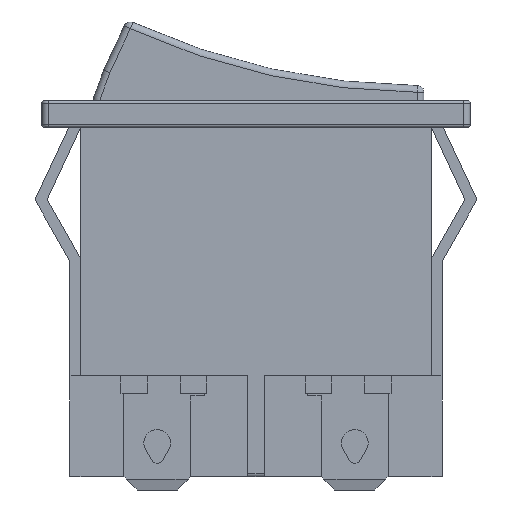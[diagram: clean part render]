
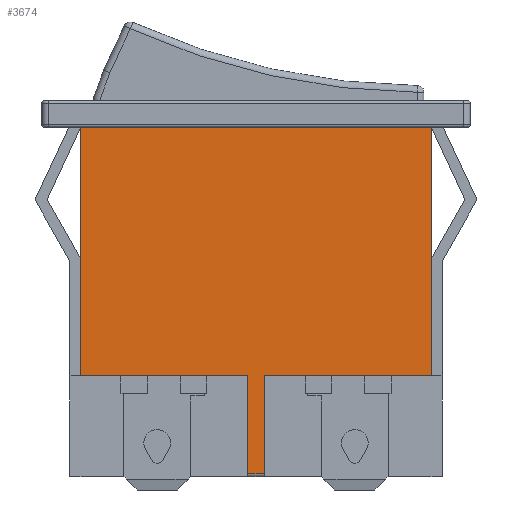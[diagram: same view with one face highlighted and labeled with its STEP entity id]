
A CAD part, left-side view. The second image highlights one B-rep face of the part: STEP entity #3674.
In plain terms, the highlighted planar face has unit normal (-1, 0, 0).
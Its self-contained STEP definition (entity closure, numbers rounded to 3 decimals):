
#260=FACE_OUTER_BOUND('',#469,.T.);
#469=EDGE_LOOP('',(#2592,#2593,#2594,#2595,#2596,#2597,#2598,#2599));
#668=LINE('',#5247,#1110);
#683=LINE('',#5277,#1125);
#694=LINE('',#5300,#1136);
#698=LINE('',#5309,#1140);
#734=LINE('',#5428,#1176);
#735=LINE('',#5431,#1177);
#736=LINE('',#5433,#1178);
#737=LINE('',#5434,#1179);
#1110=VECTOR('',#4185,10.);
#1125=VECTOR('',#4204,10.);
#1136=VECTOR('',#4225,10.);
#1140=VECTOR('',#4233,10.);
#1176=VECTOR('',#4361,10.);
#1177=VECTOR('',#4364,10.);
#1178=VECTOR('',#4365,10.);
#1179=VECTOR('',#4366,10.);
#1551=VERTEX_POINT('',#5244);
#1552=VERTEX_POINT('',#5246);
#1565=VERTEX_POINT('',#5276);
#1571=VERTEX_POINT('',#5297);
#1572=VERTEX_POINT('',#5299);
#1575=VERTEX_POINT('',#5307);
#1613=VERTEX_POINT('',#5430);
#1614=VERTEX_POINT('',#5432);
#1896=EDGE_CURVE('',#1551,#1552,#668,.T.);
#1911=EDGE_CURVE('',#1552,#1565,#683,.T.);
#1924=EDGE_CURVE('',#1571,#1572,#694,.T.);
#1929=EDGE_CURVE('',#1571,#1575,#698,.T.);
#1987=EDGE_CURVE('',#1565,#1575,#734,.T.);
#1988=EDGE_CURVE('',#1613,#1551,#735,.T.);
#1989=EDGE_CURVE('',#1614,#1613,#736,.T.);
#1990=EDGE_CURVE('',#1614,#1572,#737,.T.);
#2592=ORIENTED_EDGE('',*,*,#1987,.F.);
#2593=ORIENTED_EDGE('',*,*,#1911,.F.);
#2594=ORIENTED_EDGE('',*,*,#1896,.F.);
#2595=ORIENTED_EDGE('',*,*,#1988,.F.);
#2596=ORIENTED_EDGE('',*,*,#1989,.F.);
#2597=ORIENTED_EDGE('',*,*,#1990,.T.);
#2598=ORIENTED_EDGE('',*,*,#1924,.F.);
#2599=ORIENTED_EDGE('',*,*,#1929,.T.);
#3515=PLANE('',#3912);
#3674=ADVANCED_FACE('',(#260),#3515,.T.);
#3912=AXIS2_PLACEMENT_3D('',#5429,#4362,#4363);
#4185=DIRECTION('',(0.,1.,0.));
#4204=DIRECTION('',(0.,0.,-1.));
#4225=DIRECTION('',(0.,1.,0.));
#4233=DIRECTION('',(0.,0.,-1.));
#4361=DIRECTION('',(0.,1.,0.));
#4362=DIRECTION('center_axis',(-1.,0.,0.));
#4363=DIRECTION('ref_axis',(0.,1.,0.));
#4364=DIRECTION('',(0.,0.,-1.));
#4365=DIRECTION('',(0.,-1.,0.));
#4366=DIRECTION('',(0.,0.,-1.));
#5244=CARTESIAN_POINT('',(-10.9,-13.05,-18.5));
#5246=CARTESIAN_POINT('',(-10.9,-0.6,-18.5));
#5247=CARTESIAN_POINT('',(-10.9,13.05,-18.5));
#5276=CARTESIAN_POINT('',(-10.9,-0.6,-25.8));
#5277=CARTESIAN_POINT('',(-10.9,-0.6,-18.5));
#5297=CARTESIAN_POINT('',(-10.9,0.6,-18.5));
#5299=CARTESIAN_POINT('',(-10.9,13.05,-18.5));
#5300=CARTESIAN_POINT('',(-10.9,13.05,-18.5));
#5307=CARTESIAN_POINT('',(-10.9,0.6,-25.8));
#5309=CARTESIAN_POINT('',(-10.9,0.6,-18.5));
#5428=CARTESIAN_POINT('',(-10.9,-6.525,-25.8));
#5429=CARTESIAN_POINT('Origin',(-10.9,-13.05,0.));
#5430=CARTESIAN_POINT('',(-10.9,-13.05,0.));
#5431=CARTESIAN_POINT('',(-10.9,-13.05,0.));
#5432=CARTESIAN_POINT('',(-10.9,13.05,0.));
#5433=CARTESIAN_POINT('',(-10.9,-6.525,0.));
#5434=CARTESIAN_POINT('',(-10.9,13.05,0.));
